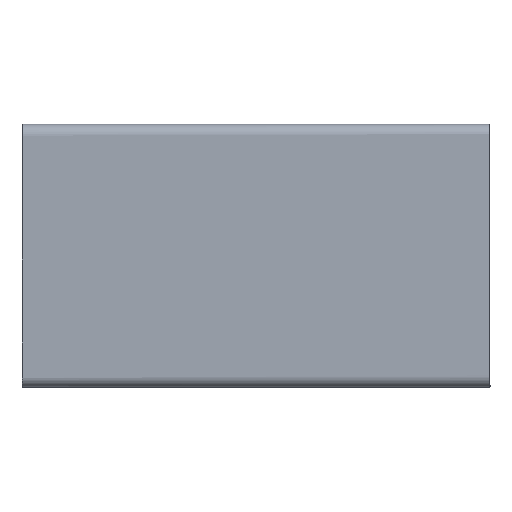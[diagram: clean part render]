
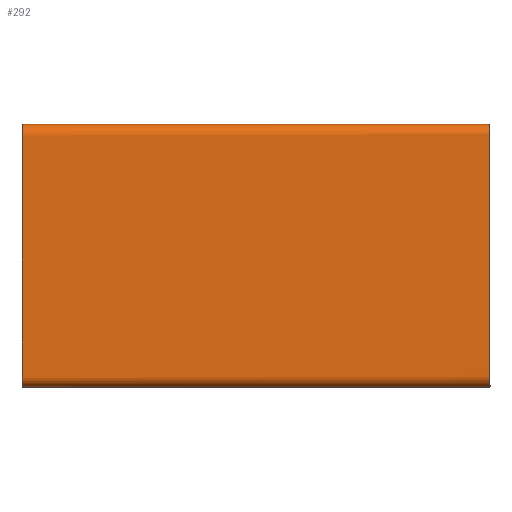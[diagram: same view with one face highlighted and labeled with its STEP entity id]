
A CAD part, left-side view. The second image highlights one B-rep face of the part: STEP entity #292.
In plain terms, the highlighted free-form (B-spline) face has degree [2, 1] with [9, 2] control points.
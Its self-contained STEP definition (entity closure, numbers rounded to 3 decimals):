
#23=(
BOUNDED_SURFACE()
B_SPLINE_SURFACE(2,1,((#3827,#3828),(#3829,#3830),(#3831,#3832),(#3833,#3834),
(#3835,#3836),(#3837,#3838),(#3839,#3840),(#3841,#3842),(#3843,#3844)),.UNSPECIFIED.,
.F.,.F.,.F.)
B_SPLINE_SURFACE_WITH_KNOTS((3,2,2,2,3),(2,2),(-0.031,0.,0.41,
0.441,0.671),(0.,0.8),.UNSPECIFIED.)
GEOMETRIC_REPRESENTATION_ITEM()
RATIONAL_B_SPLINE_SURFACE(((1.,1.),(0.707,0.707),
(1.,1.),(1.,1.),(1.,1.),(0.707,0.707),(1.,1.),(1.,
1.),(1.,1.)))
REPRESENTATION_ITEM($)
SURFACE()
);
#48=(
BOUNDED_CURVE()
B_SPLINE_CURVE(2,(#3758,#3759,#3760,#3761,#3762,#3763,#3764,#3765,#3766),
.UNSPECIFIED.,.F.,.F.)
B_SPLINE_CURVE_WITH_KNOTS((3,2,2,2,3),(-0.671,-0.441,
-0.41,0.,0.031),.UNSPECIFIED.)
CURVE()
GEOMETRIC_REPRESENTATION_ITEM()
RATIONAL_B_SPLINE_CURVE((1.,1.,1.,0.707,1.,1.,1.,0.707,
1.))
REPRESENTATION_ITEM($)
);
#53=(
BOUNDED_CURVE()
B_SPLINE_CURVE(2,(#3795,#3796,#3797,#3798,#3799,#3800,#3801,#3802,#3803),
.UNSPECIFIED.,.F.,.F.)
B_SPLINE_CURVE_WITH_KNOTS((3,2,2,2,3),(-0.031,0.,0.41,0.441,
0.671),.UNSPECIFIED.)
CURVE()
GEOMETRIC_REPRESENTATION_ITEM()
RATIONAL_B_SPLINE_CURVE((1.,0.707,1.,1.,1.,0.707,
1.,1.,1.))
REPRESENTATION_ITEM($)
);
#292=ADVANCED_FACE($,(#399),#23,.T.);
#399=FACE_OUTER_BOUND($,#506,.T.);
#506=EDGE_LOOP($,(#884,#885,#886,#887));
#884=ORIENTED_EDGE($,*,*,#1144,.T.);
#885=ORIENTED_EDGE($,*,*,#1136,.T.);
#886=ORIENTED_EDGE($,*,*,#1142,.F.);
#887=ORIENTED_EDGE($,*,*,#1141,.T.);
#1136=EDGE_CURVE($,#1296,#1295,#48,.T.);
#1141=EDGE_CURVE($,#1302,#1299,#53,.T.);
#1142=EDGE_CURVE($,#1302,#1295,#1561,.T.);
#1144=EDGE_CURVE($,#1299,#1296,#1562,.T.);
#1295=VERTEX_POINT($,#3885);
#1296=VERTEX_POINT($,#3886);
#1299=VERTEX_POINT($,#3889);
#1302=VERTEX_POINT($,#3892);
#1561=B_SPLINE_CURVE_WITH_KNOTS($,1,(#3804,#3805),.UNSPECIFIED.,.F.,.F.,
(2,2),(0.,0.8),.UNSPECIFIED.);
#1562=B_SPLINE_CURVE_WITH_KNOTS($,1,(#3813,#3814),.UNSPECIFIED.,.F.,.F.,
(2,2),(0.,0.8),.UNSPECIFIED.);
#3758=CARTESIAN_POINT($,(-0.55,0.4,0.45));
#3759=CARTESIAN_POINT($,(-0.665,0.4,0.45));
#3760=CARTESIAN_POINT($,(-0.78,0.4,0.45));
#3761=CARTESIAN_POINT($,(-0.8,0.4,0.45));
#3762=CARTESIAN_POINT($,(-0.8,0.4,0.43));
#3763=CARTESIAN_POINT($,(-0.8,0.4,0.225));
#3764=CARTESIAN_POINT($,(-0.8,0.4,0.02));
#3765=CARTESIAN_POINT($,(-0.8,0.4,0.));
#3766=CARTESIAN_POINT($,(-0.78,0.4,0.));
#3795=CARTESIAN_POINT($,(-0.78,-0.4,0.));
#3796=CARTESIAN_POINT($,(-0.8,-0.4,0.));
#3797=CARTESIAN_POINT($,(-0.8,-0.4,0.02));
#3798=CARTESIAN_POINT($,(-0.8,-0.4,0.225));
#3799=CARTESIAN_POINT($,(-0.8,-0.4,0.43));
#3800=CARTESIAN_POINT($,(-0.8,-0.4,0.45));
#3801=CARTESIAN_POINT($,(-0.78,-0.4,0.45));
#3802=CARTESIAN_POINT($,(-0.665,-0.4,0.45));
#3803=CARTESIAN_POINT($,(-0.55,-0.4,0.45));
#3804=CARTESIAN_POINT($,(-0.78,-0.4,0.));
#3805=CARTESIAN_POINT($,(-0.78,0.4,0.));
#3813=CARTESIAN_POINT($,(-0.55,-0.4,0.45));
#3814=CARTESIAN_POINT($,(-0.55,0.4,0.45));
#3827=CARTESIAN_POINT($,(-0.78,-0.4,0.));
#3828=CARTESIAN_POINT($,(-0.78,0.4,0.));
#3829=CARTESIAN_POINT($,(-0.8,-0.4,0.));
#3830=CARTESIAN_POINT($,(-0.8,0.4,0.));
#3831=CARTESIAN_POINT($,(-0.8,-0.4,0.02));
#3832=CARTESIAN_POINT($,(-0.8,0.4,0.02));
#3833=CARTESIAN_POINT($,(-0.8,-0.4,0.225));
#3834=CARTESIAN_POINT($,(-0.8,0.4,0.225));
#3835=CARTESIAN_POINT($,(-0.8,-0.4,0.43));
#3836=CARTESIAN_POINT($,(-0.8,0.4,0.43));
#3837=CARTESIAN_POINT($,(-0.8,-0.4,0.45));
#3838=CARTESIAN_POINT($,(-0.8,0.4,0.45));
#3839=CARTESIAN_POINT($,(-0.78,-0.4,0.45));
#3840=CARTESIAN_POINT($,(-0.78,0.4,0.45));
#3841=CARTESIAN_POINT($,(-0.665,-0.4,0.45));
#3842=CARTESIAN_POINT($,(-0.665,0.4,0.45));
#3843=CARTESIAN_POINT($,(-0.55,-0.4,0.45));
#3844=CARTESIAN_POINT($,(-0.55,0.4,0.45));
#3885=CARTESIAN_POINT($,(-0.78,0.4,0.));
#3886=CARTESIAN_POINT($,(-0.55,0.4,0.45));
#3889=CARTESIAN_POINT($,(-0.55,-0.4,0.45));
#3892=CARTESIAN_POINT($,(-0.78,-0.4,0.));
